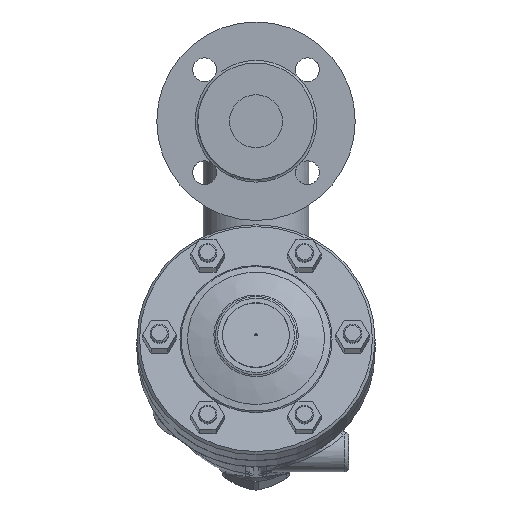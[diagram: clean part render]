
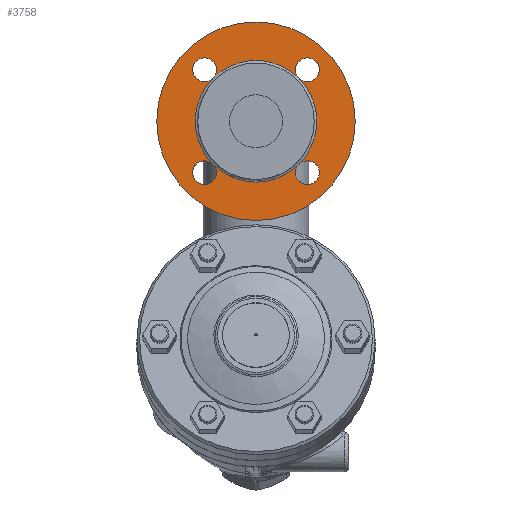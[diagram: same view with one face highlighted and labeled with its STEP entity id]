
A CAD part, left-side view. The second image highlights one B-rep face of the part: STEP entity #3758.
In plain terms, the highlighted planar face has unit normal (-1, 0, 0).
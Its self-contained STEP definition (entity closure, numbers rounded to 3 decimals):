
#3552=CARTESIAN_POINT('',(-80.,32.527,32.527));
#3553=VERTEX_POINT('',#3552);
#3554=CARTESIAN_POINT('',(-80.,38.891,38.891));
#3555=DIRECTION('',(1.0,0.0,0.0));
#3556=DIRECTION('',(0.0,0.0,-1.0));
#3557=AXIS2_PLACEMENT_3D('',#3554,#3555,#3556);
#3558=CIRCLE('',#3557,9.0);
#3559=EDGE_CURVE('',#3553,#3553,#3558,.T.);
#3580=CARTESIAN_POINT('',(-80.0,-32.527,32.527));
#3581=VERTEX_POINT('',#3580);
#3582=CARTESIAN_POINT('',(-80.0,-38.891,38.891));
#3583=DIRECTION('',(1.0,0.0,0.0));
#3584=DIRECTION('',(0.0,1.0,0.0));
#3585=AXIS2_PLACEMENT_3D('',#3582,#3583,#3584);
#3586=CIRCLE('',#3585,9.0);
#3587=EDGE_CURVE('',#3581,#3581,#3586,.T.);
#3608=CARTESIAN_POINT('',(-80.0,-32.527,-32.527));
#3609=VERTEX_POINT('',#3608);
#3610=CARTESIAN_POINT('',(-80.0,-38.891,-38.891));
#3611=DIRECTION('',(1.0,0.0,0.0));
#3612=DIRECTION('',(0.0,0.0,1.0));
#3613=AXIS2_PLACEMENT_3D('',#3610,#3611,#3612);
#3614=CIRCLE('',#3613,9.0);
#3615=EDGE_CURVE('',#3609,#3609,#3614,.T.);
#3636=CARTESIAN_POINT('',(-80.0,32.527,-32.527));
#3637=VERTEX_POINT('',#3636);
#3638=CARTESIAN_POINT('',(-80.0,38.891,-38.891));
#3639=DIRECTION('',(1.0,0.0,0.0));
#3640=DIRECTION('',(0.0,-1.0,0.0));
#3641=AXIS2_PLACEMENT_3D('',#3638,#3639,#3640);
#3642=CIRCLE('',#3641,9.0);
#3643=EDGE_CURVE('',#3637,#3637,#3642,.T.);
#3708=CARTESIAN_POINT('',(-80.,0.0,0.0));
#3709=DIRECTION('',(-1.0,0.0,0.0));
#3710=DIRECTION('',(0.0,0.0,1.0));
#3711=AXIS2_PLACEMENT_3D('',#3708,#3709,#3710);
#3712=PLANE('',#3711);
#3713=CARTESIAN_POINT('',(-80.,0.,-75.0));
#3714=VERTEX_POINT('',#3713);
#3715=CARTESIAN_POINT('',(-80.,0.0,0.0));
#3716=DIRECTION('',(1.0,0.0,0.0));
#3717=DIRECTION('',(0.0,-1.0,0.0));
#3718=AXIS2_PLACEMENT_3D('',#3715,#3716,#3717);
#3719=CIRCLE('',#3718,75.0);
#3720=EDGE_CURVE('',#3714,#3714,#3719,.T.);
#3721=ORIENTED_EDGE('',*,*,#3720,.F.);
#3722=EDGE_LOOP('',(#3721));
#3723=FACE_OUTER_BOUND('',#3722,.T.);
#3724=ORIENTED_EDGE('',*,*,#3559,.T.);
#3725=CARTESIAN_POINT('',(-80.,0.0,0.0));
#3726=DIRECTION('',(-1.0,0.0,0.0));
#3727=DIRECTION('',(0.0,0.0,1.0));
#3728=AXIS2_PLACEMENT_3D('',#3725,#3726,#3727);
#3729=CIRCLE('',#3728,46.);
#3730=EDGE_CURVE('',#3581,#3553,#3729,.T.);
#3731=ORIENTED_EDGE('',*,*,#3730,.F.);
#3732=ORIENTED_EDGE('',*,*,#3587,.T.);
#3733=CARTESIAN_POINT('',(-80.,0.0,0.0));
#3734=DIRECTION('',(-1.0,0.0,0.0));
#3735=DIRECTION('',(0.0,0.0,1.0));
#3736=AXIS2_PLACEMENT_3D('',#3733,#3734,#3735);
#3737=CIRCLE('',#3736,46.);
#3738=EDGE_CURVE('',#3609,#3581,#3737,.T.);
#3739=ORIENTED_EDGE('',*,*,#3738,.F.);
#3740=ORIENTED_EDGE('',*,*,#3615,.T.);
#3741=CARTESIAN_POINT('',(-80.,0.0,0.0));
#3742=DIRECTION('',(-1.0,0.0,0.0));
#3743=DIRECTION('',(0.0,0.0,1.0));
#3744=AXIS2_PLACEMENT_3D('',#3741,#3742,#3743);
#3745=CIRCLE('',#3744,46.);
#3746=EDGE_CURVE('',#3637,#3609,#3745,.T.);
#3747=ORIENTED_EDGE('',*,*,#3746,.F.);
#3748=ORIENTED_EDGE('',*,*,#3643,.T.);
#3749=CARTESIAN_POINT('',(-80.,0.0,0.0));
#3750=DIRECTION('',(-1.0,0.0,0.0));
#3751=DIRECTION('',(0.0,0.0,1.0));
#3752=AXIS2_PLACEMENT_3D('',#3749,#3750,#3751);
#3753=CIRCLE('',#3752,46.);
#3754=EDGE_CURVE('',#3553,#3637,#3753,.T.);
#3755=ORIENTED_EDGE('',*,*,#3754,.F.);
#3756=EDGE_LOOP('',(#3724,#3731,#3732,#3739,#3740,#3747,#3748,#3755));
#3757=FACE_BOUND('',#3756,.T.);
#3758=ADVANCED_FACE('',(#3723,#3757),#3712,.T.);
